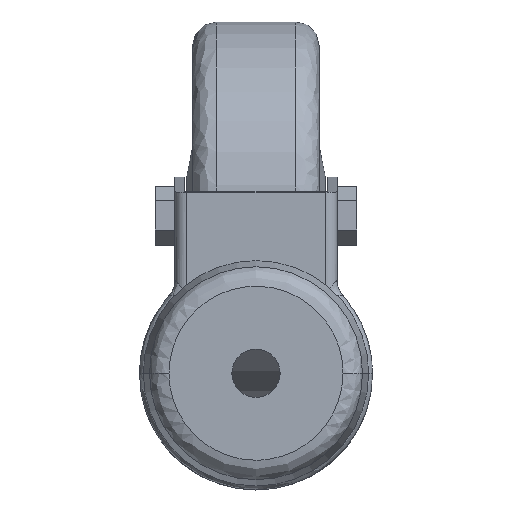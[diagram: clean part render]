
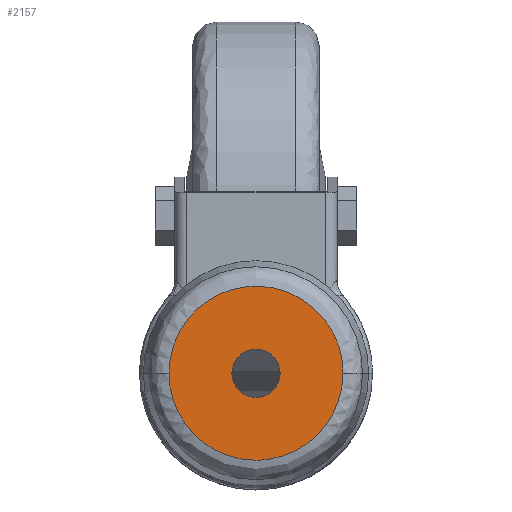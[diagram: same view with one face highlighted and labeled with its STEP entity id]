
A CAD part, top view. The second image highlights one B-rep face of the part: STEP entity #2157.
In plain terms, the highlighted planar face has unit normal (0, 0, 1).
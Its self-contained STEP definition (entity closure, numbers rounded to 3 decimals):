
#106 = VERTEX_POINT ( 'NONE', #4355 ) ;
#219 = CARTESIAN_POINT ( 'NONE',  ( -22.012, -12.894, 135. ) ) ;
#258 = DIRECTION ( 'NONE',  ( 0., 0., -1. ) ) ;
#416 = VERTEX_POINT ( 'NONE', #514 ) ;
#450 = VERTEX_POINT ( 'NONE', #5962 ) ;
#514 = CARTESIAN_POINT ( 'NONE',  ( -6.1, 0., 135. ) ) ;
#581 = VERTEX_POINT ( 'NONE', #3840 ) ;
#835 = ORIENTED_EDGE ( 'NONE', *, *, #967, .F. ) ;
#885 = FACE_OUTER_BOUND ( 'NONE', #7775, .T. ) ;
#963 = ORIENTED_EDGE ( 'NONE', *, *, #4027, .F. ) ;
#967 = EDGE_CURVE ( 'NONE', #450, #106, #1759, .T. ) ;
#1183 = CARTESIAN_POINT ( 'NONE',  ( 12.894, -22.012, 135. ) ) ;
#1437 = EDGE_CURVE ( 'NONE', #416, #6032, #4682, .T. ) ;
#1605 = EDGE_LOOP ( 'NONE', ( #2890, #6994 ) ) ;
#1656 = AXIS2_PLACEMENT_3D ( 'NONE', #5402, #4357, #6798 ) ;
#1759 =( BOUNDED_CURVE ( )  B_SPLINE_CURVE ( 3, ( #2418, #3216, #219, #6577 ),
 .UNSPECIFIED., .F., .T. ) 
 B_SPLINE_CURVE_WITH_KNOTS ( ( 4, 4 ),
 ( 0., 1. ),
 .UNSPECIFIED. ) 
 CURVE ( )  GEOMETRIC_REPRESENTATION_ITEM ( )  RATIONAL_B_SPLINE_CURVE ( ( 1., 0.805, 0.805, 1. ) ) 
 REPRESENTATION_ITEM ( '' )  );
#1999 = DIRECTION ( 'NONE',  ( -1., 0., 0. ) ) ;
#2157 = ADVANCED_FACE ( 'NONE', ( #5177, #885 ), #2858, .T. ) ;
#2418 = CARTESIAN_POINT ( 'NONE',  ( 0., -22.012, 135. ) ) ;
#2434 = CIRCLE ( 'NONE', #1656, 6.1 ) ;
#2754 = AXIS2_PLACEMENT_3D ( 'NONE', #7070, #6465, #5263 ) ;
#2858 = PLANE ( 'NONE',  #2754 ) ;
#2890 = ORIENTED_EDGE ( 'NONE', *, *, #1437, .T. ) ;
#2948 = AXIS2_PLACEMENT_3D ( 'NONE', #3853, #258, #1999 ) ;
#3036 = CARTESIAN_POINT ( 'NONE',  ( 0., -22.012, 135. ) ) ;
#3216 = CARTESIAN_POINT ( 'NONE',  ( -12.894, -22.012, 135. ) ) ;
#3784 = EDGE_CURVE ( 'NONE', #6032, #416, #2434, .T. ) ;
#3840 = CARTESIAN_POINT ( 'NONE',  ( 22.012, 0., 135. ) ) ;
#3853 = CARTESIAN_POINT ( 'NONE',  ( 0., 0., 135. ) ) ;
#4027 = EDGE_CURVE ( 'NONE', #581, #450, #6717, .T. ) ;
#4220 = CARTESIAN_POINT ( 'NONE',  ( -22.012, 0., 135. ) ) ;
#4355 = CARTESIAN_POINT ( 'NONE',  ( -22.012, 0., 135. ) ) ;
#4357 = DIRECTION ( 'NONE',  ( 0., 0., -1. ) ) ;
#4682 = CIRCLE ( 'NONE', #2948, 6.1 ) ;
#4698 = ORIENTED_EDGE ( 'NONE', *, *, #5701, .F. ) ;
#4801 = CARTESIAN_POINT ( 'NONE',  ( -22.012, 44.025, 135. ) ) ;
#4853 = CARTESIAN_POINT ( 'NONE',  ( 22.012, 0., 135. ) ) ;
#5177 = FACE_BOUND ( 'NONE', #1605, .T. ) ;
#5263 = DIRECTION ( 'NONE',  ( 1., 0., 0. ) ) ;
#5326 = CARTESIAN_POINT ( 'NONE',  ( 22.012, 0., 135. ) ) ;
#5402 = CARTESIAN_POINT ( 'NONE',  ( 0., 0., 135. ) ) ;
#5405 = CARTESIAN_POINT ( 'NONE',  ( 22.012, 44.025, 135. ) ) ;
#5701 = EDGE_CURVE ( 'NONE', #106, #581, #6889, .T. ) ;
#5962 = CARTESIAN_POINT ( 'NONE',  ( 0., -22.012, 135. ) ) ;
#5984 = CARTESIAN_POINT ( 'NONE',  ( 6.1, 0., 135. ) ) ;
#6032 = VERTEX_POINT ( 'NONE', #5984 ) ;
#6465 = DIRECTION ( 'NONE',  ( 0., 0., 1. ) ) ;
#6531 = CARTESIAN_POINT ( 'NONE',  ( 22.012, -12.894, 135. ) ) ;
#6577 = CARTESIAN_POINT ( 'NONE',  ( -22.012, 0., 135. ) ) ;
#6717 =( BOUNDED_CURVE ( )  B_SPLINE_CURVE ( 3, ( #5326, #6531, #1183, #3036 ),
 .UNSPECIFIED., .F., .F. ) 
 B_SPLINE_CURVE_WITH_KNOTS ( ( 4, 4 ),
 ( 0., 1. ),
 .UNSPECIFIED. ) 
 CURVE ( )  GEOMETRIC_REPRESENTATION_ITEM ( )  RATIONAL_B_SPLINE_CURVE ( ( 1., 0.805, 0.805, 1. ) ) 
 REPRESENTATION_ITEM ( '' )  );
#6798 = DIRECTION ( 'NONE',  ( -1., 0., 0. ) ) ;
#6889 =( BOUNDED_CURVE ( )  B_SPLINE_CURVE ( 3, ( #4220, #4801, #5405, #4853 ),
 .UNSPECIFIED., .F., .T. ) 
 B_SPLINE_CURVE_WITH_KNOTS ( ( 4, 4 ),
 ( 0., 1. ),
 .UNSPECIFIED. ) 
 CURVE ( )  GEOMETRIC_REPRESENTATION_ITEM ( )  RATIONAL_B_SPLINE_CURVE ( ( 1., 0.333, 0.333, 1. ) ) 
 REPRESENTATION_ITEM ( '' )  );
#6994 = ORIENTED_EDGE ( 'NONE', *, *, #3784, .T. ) ;
#7070 = CARTESIAN_POINT ( 'NONE',  ( 0., -13.104, 135. ) ) ;
#7775 = EDGE_LOOP ( 'NONE', ( #963, #4698, #835 ) ) ;
